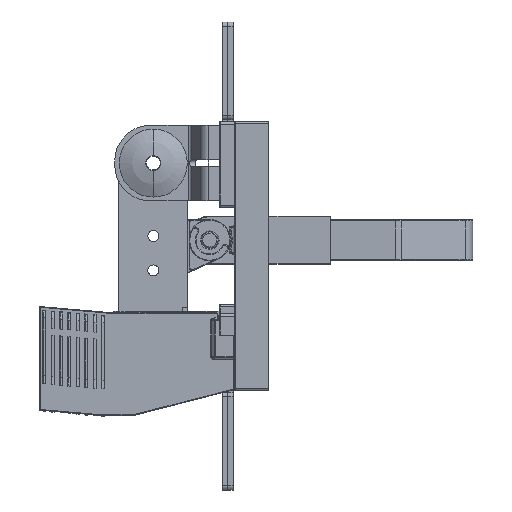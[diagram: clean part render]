
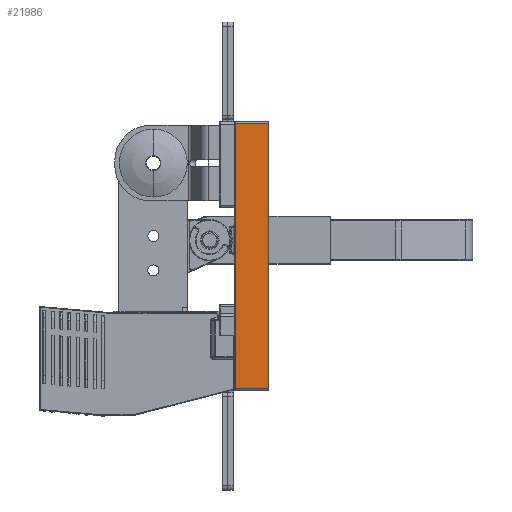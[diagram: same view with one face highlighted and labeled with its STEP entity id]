
A CAD part, left-side view. The second image highlights one B-rep face of the part: STEP entity #21986.
In plain terms, the highlighted planar face has unit normal (-1, 0, 0).
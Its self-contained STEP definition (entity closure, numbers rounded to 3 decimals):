
#33=DIRECTION('',(0.,0.,1.));
#34=VECTOR('',#33,193.);
#35=CARTESIAN_POINT('',(-165.,0.,-96.5));
#36=LINE('',#35,#34);
#1692=DIRECTION('',(0.,0.,1.));
#1693=VECTOR('',#1692,193.);
#1694=CARTESIAN_POINT('',(-165.,24.,-96.5));
#1695=LINE('',#1694,#1693);
#1696=DIRECTION('',(0.,-1.,0.));
#1697=VECTOR('',#1696,24.);
#1698=CARTESIAN_POINT('',(-165.,24.,96.5));
#1699=LINE('',#1698,#1697);
#1700=DIRECTION('',(0.,-1.,0.));
#1701=VECTOR('',#1700,24.);
#1702=CARTESIAN_POINT('',(-165.,24.,-96.5));
#1703=LINE('',#1702,#1701);
#16765=CARTESIAN_POINT('',(-165.,0.,96.5));
#16767=VERTEX_POINT('',#16765);
#16776=CARTESIAN_POINT('',(-165.,0.,-96.5));
#16778=VERTEX_POINT('',#16776);
#18436=CARTESIAN_POINT('',(-165.,24.,96.5));
#18438=VERTEX_POINT('',#18436);
#18519=CARTESIAN_POINT('',(-165.,24.,-96.5));
#18520=VERTEX_POINT('',#18519);
#21974=CARTESIAN_POINT('',(-165.,0.,-97.5));
#21975=DIRECTION('',(-1.,0.,0.));
#21976=DIRECTION('',(0.,0.,1.));
#21977=AXIS2_PLACEMENT_3D('',#21974,#21975,#21976);
#21978=PLANE('',#21977);
#21979=ORIENTED_EDGE('',*,*,#21965,.T.);
#21980=ORIENTED_EDGE('',*,*,#21941,.T.);
#21981=ORIENTED_EDGE('',*,*,#21112,.F.);
#21983=ORIENTED_EDGE('',*,*,#21982,.F.);
#21984=EDGE_LOOP('',(#21979,#21980,#21981,#21983));
#21985=FACE_OUTER_BOUND('',#21984,.F.);
#21112=EDGE_CURVE('',#16778,#16767,#36,.T.);
#21941=EDGE_CURVE('',#18438,#16767,#1699,.T.);
#21965=EDGE_CURVE('',#18520,#18438,#1695,.T.);
#21982=EDGE_CURVE('',#18520,#16778,#1703,.T.);
#21986=ADVANCED_FACE('',(#21985),#21978,.T.);
